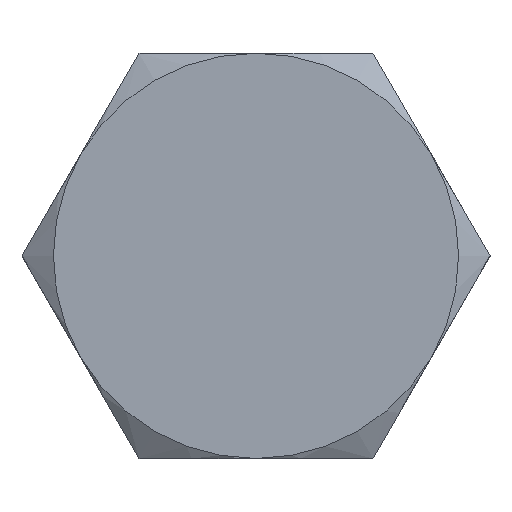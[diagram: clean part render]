
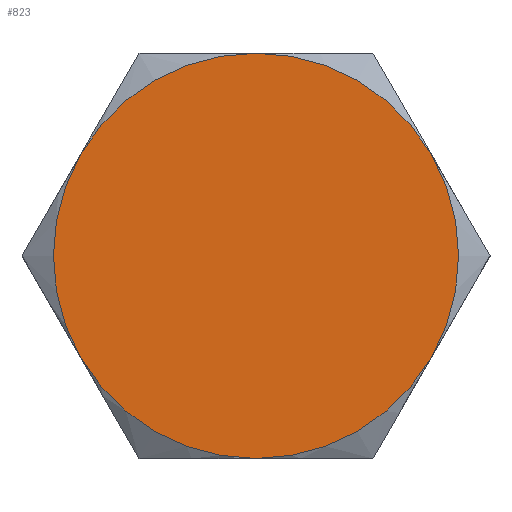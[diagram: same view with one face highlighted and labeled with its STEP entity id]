
A CAD part, top view. The second image highlights one B-rep face of the part: STEP entity #823.
In plain terms, the highlighted planar face has unit normal (0, 0, 1).
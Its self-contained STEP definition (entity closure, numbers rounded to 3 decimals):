
#461 = CONICAL_SURFACE('',#462,4.,1.047);
#462 = AXIS2_PLACEMENT_3D('',#463,#464,#465);
#463 = CARTESIAN_POINT('',(0.,0.,3.65));
#464 = DIRECTION('',(-0.,-0.,-1.));
#465 = DIRECTION('',(1.,0.,0.));
#768 = VERTEX_POINT('',#769);
#769 = CARTESIAN_POINT('',(4.,0.,3.65));
#790 = EDGE_CURVE('',#768,#768,#791,.T.);
#791 = SURFACE_CURVE('',#792,(#797,#804),.PCURVE_S1.);
#792 = CIRCLE('',#793,4.);
#793 = AXIS2_PLACEMENT_3D('',#794,#795,#796);
#794 = CARTESIAN_POINT('',(0.,0.,3.65));
#795 = DIRECTION('',(0.,-0.,1.));
#796 = DIRECTION('',(1.,0.,0.));
#797 = PCURVE('',#461,#798);
#798 = DEFINITIONAL_REPRESENTATION('',(#799),#803);
#799 = LINE('',#800,#801);
#800 = CARTESIAN_POINT('',(-0.,0.));
#801 = VECTOR('',#802,1.);
#802 = DIRECTION('',(-1.,0.));
#803 = ( GEOMETRIC_REPRESENTATION_CONTEXT(2) 
PARAMETRIC_REPRESENTATION_CONTEXT() REPRESENTATION_CONTEXT('2D SPACE',''
  ) );
#804 = PCURVE('',#805,#810);
#805 = PLANE('',#806);
#806 = AXIS2_PLACEMENT_3D('',#807,#808,#809);
#807 = CARTESIAN_POINT('',(0.,0.,3.65));
#808 = DIRECTION('',(0.,0.,1.));
#809 = DIRECTION('',(1.,0.,0.));
#810 = DEFINITIONAL_REPRESENTATION('',(#811),#815);
#811 = CIRCLE('',#812,4.);
#812 = AXIS2_PLACEMENT_2D('',#813,#814);
#813 = CARTESIAN_POINT('',(0.,0.));
#814 = DIRECTION('',(1.,-0.));
#815 = ( GEOMETRIC_REPRESENTATION_CONTEXT(2) 
PARAMETRIC_REPRESENTATION_CONTEXT() REPRESENTATION_CONTEXT('2D SPACE',''
  ) );
#823 = ADVANCED_FACE('',(#824),#805,.T.);
#824 = FACE_BOUND('',#825,.F.);
#825 = EDGE_LOOP('',(#826));
#826 = ORIENTED_EDGE('',*,*,#790,.F.);
